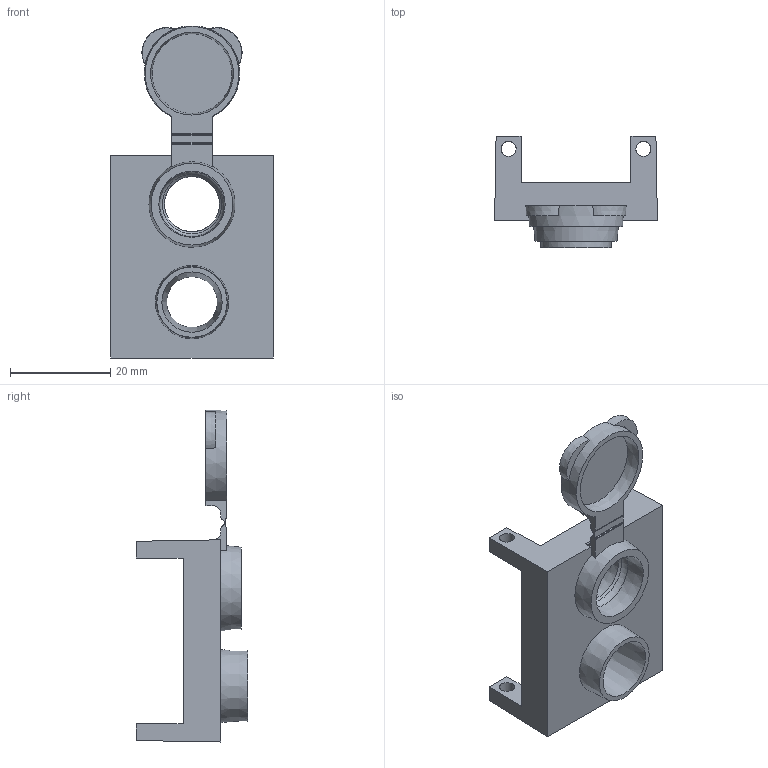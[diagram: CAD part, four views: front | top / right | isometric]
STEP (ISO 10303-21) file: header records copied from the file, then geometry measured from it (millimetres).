
FILE_DESCRIPTION(/* description */ (''),/* implementation_level */ '2;1');
FILE_NAME(/* name */ 'Bottom (2).step',/* time_stamp */ '2021-04-16T17:48:48+01:00',/* author */ (''),/* organization */ (''),/* preprocessor_version */ 'ST-DEVELOPER v18.1',/* originating_system */ 'Autodesk Translation Framework v10.6.0.1341',/* authorisation */ '');
FILE_SCHEMA (('AUTOMOTIVE_DESIGN { 1 0 10303 214 3 1 1 }'));
Length unit declared in the file: millimetre
Products named in the file (1): Bottom (2)
Bounding box: 32.41 x 22.15 x 66.11 mm (x, y, z)
Volume: 8595.9 mm3; surface area: 6624.4 mm2
Topology: 3 solids, 3 shells, 86 faces, 222 edges, 148 vertices
Faces by surface type: plane 51, cone 21, cylinder 13, torus 1
Full cylindrical faces by diameter (mm): 3 x4
Entity records: 2698 total; most frequent: CARTESIAN_POINT 481, DIRECTION 461, ORIENTED_EDGE 444, EDGE_CURVE 222, AXIS2_PLACEMENT_3D 160, VERTEX_POINT 148, LINE 141, VECTOR 141
